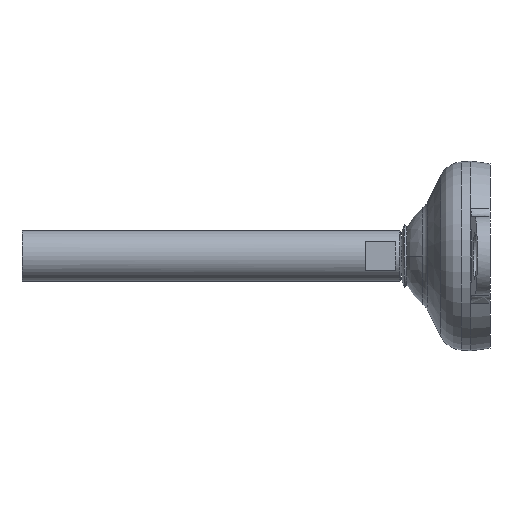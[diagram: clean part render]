
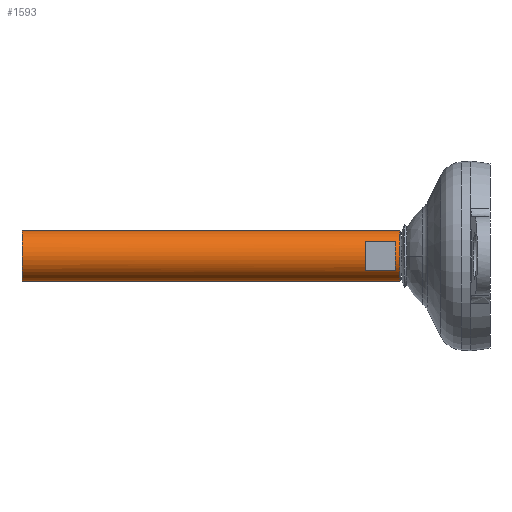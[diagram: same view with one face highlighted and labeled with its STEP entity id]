
A CAD part, left-side view. The second image highlights one B-rep face of the part: STEP entity #1593.
In plain terms, the highlighted cylindrical face has radius 8 mm (diameter 16 mm), a partial arc.
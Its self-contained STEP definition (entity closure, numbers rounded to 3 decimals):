
#16 = ORIENTED_EDGE ( 'NONE', *, *, #1097, .T. ) ;
#47 = ORIENTED_EDGE ( 'NONE', *, *, #1262, .T. ) ;
#110 = FACE_BOUND ( 'NONE', #1101, .T. ) ;
#113 = CIRCLE ( 'NONE', #1087, 8. ) ;
#134 = VERTEX_POINT ( 'NONE', #483 ) ;
#144 = CARTESIAN_POINT ( 'NONE',  ( 0., 28.5, -8. ) ) ;
#164 = VECTOR ( 'NONE', #1300, 1000. ) ;
#219 = CARTESIAN_POINT ( 'NONE',  ( -6.5, 30., 4.664 ) ) ;
#240 = LINE ( 'NONE', #1307, #164 ) ;
#247 = LINE ( 'NONE', #918, #863 ) ;
#257 = DIRECTION ( 'NONE',  ( 0., -1., 0. ) ) ;
#296 = VERTEX_POINT ( 'NONE', #1202 ) ;
#357 = VERTEX_POINT ( 'NONE', #144 ) ;
#365 = AXIS2_PLACEMENT_3D ( 'NONE', #1158, #257, #1728 ) ;
#382 = DIRECTION ( 'NONE',  ( 0., -1., 0. ) ) ;
#399 = VERTEX_POINT ( 'NONE', #717 ) ;
#423 = ORIENTED_EDGE ( 'NONE', *, *, #1279, .T. ) ;
#476 = DIRECTION ( 'NONE',  ( 0., 0., -1. ) ) ;
#482 = DIRECTION ( 'NONE',  ( 0., 1., 0. ) ) ;
#483 = CARTESIAN_POINT ( 'NONE',  ( 0., 28.5, 8. ) ) ;
#508 = CARTESIAN_POINT ( 'NONE',  ( -6.5, 0., -4.664 ) ) ;
#512 = DIRECTION ( 'NONE',  ( 0., 0., -1. ) ) ;
#525 = VECTOR ( 'NONE', #1701, 1000. ) ;
#528 = AXIS2_PLACEMENT_3D ( 'NONE', #905, #382, #512 ) ;
#555 = CARTESIAN_POINT ( 'NONE',  ( 0., 0., 8. ) ) ;
#574 = DIRECTION ( 'NONE',  ( 0., 0., 1. ) ) ;
#576 = EDGE_CURVE ( 'NONE', #1437, #134, #1211, .T. ) ;
#717 = CARTESIAN_POINT ( 'NONE',  ( -6.5, 39.5, -4.664 ) ) ;
#721 = CIRCLE ( 'NONE', #1704, 8. ) ;
#755 = EDGE_CURVE ( 'NONE', #134, #357, #113, .T. ) ;
#777 = DIRECTION ( 'NONE',  ( 0., -1., 0. ) ) ;
#863 = VECTOR ( 'NONE', #777, 1000. ) ;
#885 = ORIENTED_EDGE ( 'NONE', *, *, #925, .T. ) ;
#905 = CARTESIAN_POINT ( 'NONE',  ( 0., 30., 0. ) ) ;
#913 = CARTESIAN_POINT ( 'NONE',  ( -6.5, 30., -4.664 ) ) ;
#918 = CARTESIAN_POINT ( 'NONE',  ( 0., 0., -8. ) ) ;
#925 = EDGE_CURVE ( 'NONE', #1437, #1522, #1093, .T. ) ;
#976 = EDGE_LOOP ( 'NONE', ( #1409, #885, #47, #1378 ) ) ;
#1004 = ORIENTED_EDGE ( 'NONE', *, *, #1585, .T. ) ;
#1064 = CARTESIAN_POINT ( 'NONE',  ( 0., 148., -8. ) ) ;
#1075 = DIRECTION ( 'NONE',  ( 0., -1., 0. ) ) ;
#1087 = AXIS2_PLACEMENT_3D ( 'NONE', #1556, #1274, #476 ) ;
#1093 = CIRCLE ( 'NONE', #365, 8. ) ;
#1097 = EDGE_CURVE ( 'NONE', #399, #296, #721, .T. ) ;
#1101 = EDGE_LOOP ( 'NONE', ( #1719, #16, #423, #1004 ) ) ;
#1147 = VECTOR ( 'NONE', #1075, 1000. ) ;
#1158 = CARTESIAN_POINT ( 'NONE',  ( 0., 148., 0. ) ) ;
#1193 = CYLINDRICAL_SURFACE ( 'NONE', #1426, 8. ) ;
#1202 = CARTESIAN_POINT ( 'NONE',  ( -6.5, 39.5, 4.664 ) ) ;
#1211 = LINE ( 'NONE', #555, #1147 ) ;
#1250 = EDGE_CURVE ( 'NONE', #1613, #399, #1447, .T. ) ;
#1257 = CIRCLE ( 'NONE', #528, 8. ) ;
#1262 = EDGE_CURVE ( 'NONE', #1522, #357, #247, .T. ) ;
#1263 = CARTESIAN_POINT ( 'NONE',  ( 0., 39.5, 0. ) ) ;
#1274 = DIRECTION ( 'NONE',  ( 0., -1., 0. ) ) ;
#1279 = EDGE_CURVE ( 'NONE', #296, #1324, #240, .T. ) ;
#1300 = DIRECTION ( 'NONE',  ( 0., -1., 0. ) ) ;
#1303 = CARTESIAN_POINT ( 'NONE',  ( 0., 0., 0. ) ) ;
#1307 = CARTESIAN_POINT ( 'NONE',  ( -6.5, 0., 4.664 ) ) ;
#1324 = VERTEX_POINT ( 'NONE', #219 ) ;
#1349 = CARTESIAN_POINT ( 'NONE',  ( 0., 148., 8. ) ) ;
#1378 = ORIENTED_EDGE ( 'NONE', *, *, #755, .F. ) ;
#1409 = ORIENTED_EDGE ( 'NONE', *, *, #576, .F. ) ;
#1426 = AXIS2_PLACEMENT_3D ( 'NONE', #1303, #1729, #1469 ) ;
#1437 = VERTEX_POINT ( 'NONE', #1349 ) ;
#1447 = LINE ( 'NONE', #508, #525 ) ;
#1469 = DIRECTION ( 'NONE',  ( 0., 0., -1. ) ) ;
#1522 = VERTEX_POINT ( 'NONE', #1064 ) ;
#1556 = CARTESIAN_POINT ( 'NONE',  ( 0., 28.5, 0. ) ) ;
#1585 = EDGE_CURVE ( 'NONE', #1324, #1613, #1257, .T. ) ;
#1590 = FACE_OUTER_BOUND ( 'NONE', #976, .T. ) ;
#1593 = ADVANCED_FACE ( 'NONE', ( #1590, #110 ), #1193, .T. ) ;
#1613 = VERTEX_POINT ( 'NONE', #913 ) ;
#1701 = DIRECTION ( 'NONE',  ( 0., 1., 0. ) ) ;
#1704 = AXIS2_PLACEMENT_3D ( 'NONE', #1263, #482, #574 ) ;
#1719 = ORIENTED_EDGE ( 'NONE', *, *, #1250, .T. ) ;
#1728 = DIRECTION ( 'NONE',  ( 0., 0., -1. ) ) ;
#1729 = DIRECTION ( 'NONE',  ( 0., -1., 0. ) ) ;
